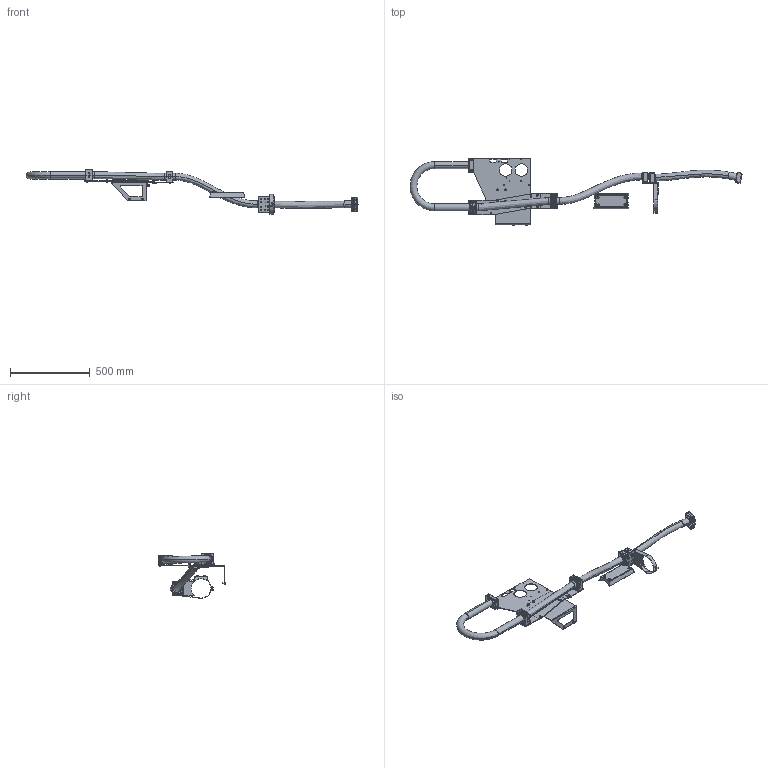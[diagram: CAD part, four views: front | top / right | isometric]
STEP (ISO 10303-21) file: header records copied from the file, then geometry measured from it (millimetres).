
FILE_DESCRIPTION (( 'STEP AP214' ), '1' );
FILE_NAME ('P2428-1.STEP', '2021-10-20T08:47:02', ( '' ), ( '' ), 'SwSTEP 2.0', 'SolidWorks 2019', '' );
FILE_SCHEMA (( 'AUTOMOTIVE_DESIGN' ));
Length unit declared in the file: millimetre
Products named in the file (1): P2428-1
Bounding box: 2086.34 x 426 x 282 mm (x, y, z)
Volume: 2316472.8 mm3; surface area: 1511351.3 mm2
Topology: 63 solids, 63 shells, 3645 faces, 9193 edges, 5676 vertices
Faces by surface type: cylinder 1353, plane 1273, bspline 569, cone 182, torus 180, sphere 88
Entity records: 180653 total; most frequent: CARTESIAN_POINT 54670, ORIENTED_EDGE 18130, DIRECTION 17510, EDGE_CURVE 9065, AXIS2_PLACEMENT_3D 6641, VERTEX_POINT 5676, VECTOR 4228, LINE 4228
